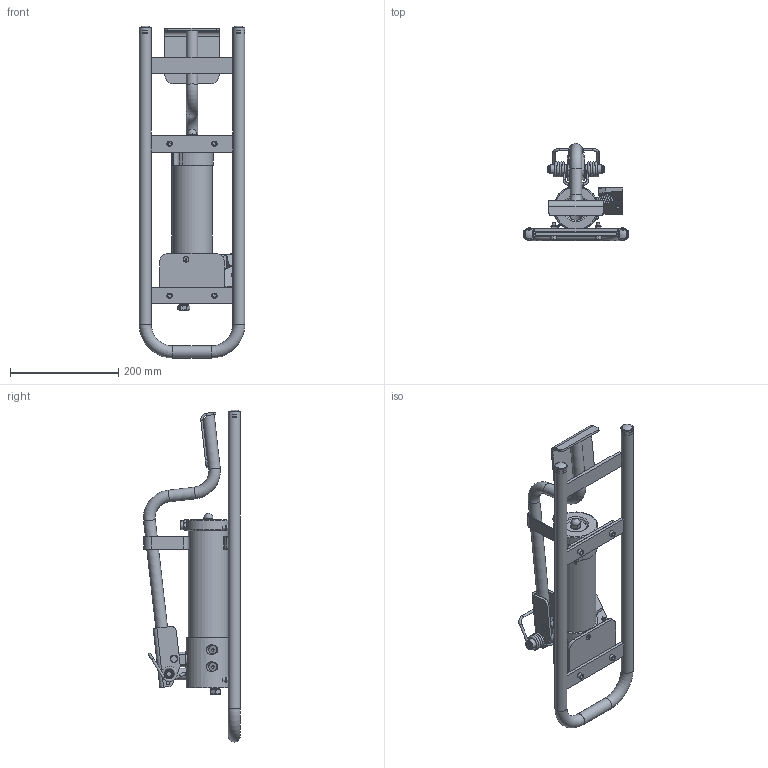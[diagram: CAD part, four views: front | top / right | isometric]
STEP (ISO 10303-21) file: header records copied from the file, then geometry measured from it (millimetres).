
FILE_DESCRIPTION (( 'STEP AP214' ), '1' );
FILE_NAME ('H1831.STEP', '2018-12-12T01:57:59', ( '' ), ( '' ), 'SwSTEP 2.0', 'SolidWorks 2018', '' );
FILE_SCHEMA (( 'AUTOMOTIVE_DESIGN' ));
Length unit declared in the file: millimetre
Products named in the file (1): H1831
Bounding box: 195.5 x 179.19 x 613.36 mm (x, y, z)
Volume: 1426027 mm3; surface area: 626733.8 mm2
Topology: 57 solids, 57 shells, 1665 faces, 4116 edges, 2645 vertices
Faces by surface type: plane 810, cylinder 606, cone 179, torus 55, bspline 12, sphere 3
Full cylindrical faces by diameter (mm): 1.2 x2, 2 x2, 3.3 x3, 3.5 x1, 3.6 x1, 4 x6, 4.05 x2, 4.2 x6, 4.3 x1, 4.5 x10, 4.8 x5, 5 x17, 5.5 x6, 6 x11, 6.2 x3, 6.9 x2, 7 x5, 8 x2, 8.4 x1, 8.433 x1, 8.5 x2, 8.7 x1, 9 x1, 9.347 x2, 9.7 x4, 9.8 x1, 10 x12, 10.1 x3, 10.5 x2, 10.8 x3
Entity records: 71560 total; most frequent: CARTESIAN_POINT 14526, DIRECTION 8028, ORIENTED_EDGE 7346, EDGE_CURVE 3673, AXIS2_PLACEMENT_3D 3036, VERTEX_POINT 2556, EDGE_LOOP 2209, LINE 1956
